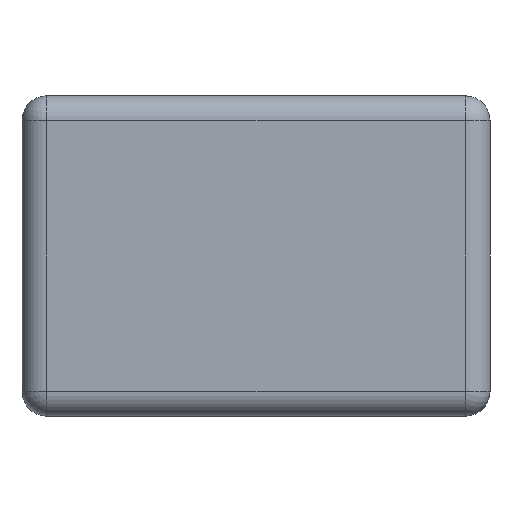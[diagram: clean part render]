
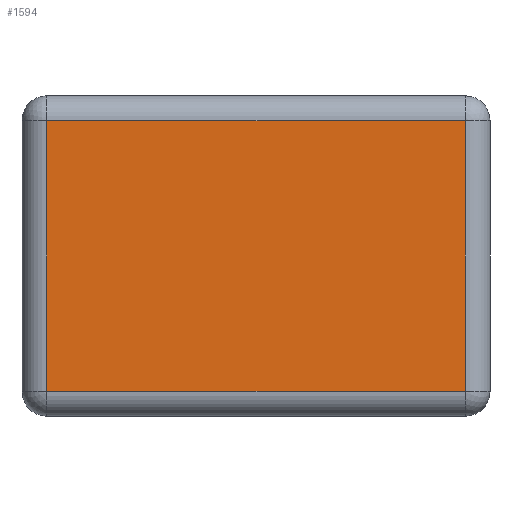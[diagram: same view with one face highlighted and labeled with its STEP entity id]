
A CAD part, left-side view. The second image highlights one B-rep face of the part: STEP entity #1594.
In plain terms, the highlighted free-form (B-spline) face has degree [1, 1] with [2, 2] control points.
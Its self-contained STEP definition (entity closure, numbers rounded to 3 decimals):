
#996=CARTESIAN_POINT('',(-0.875,-0.425,0.05));
#997=VERTEX_POINT('',#996);
#1033=CARTESIAN_POINT('',(-0.875,0.425,0.05));
#1034=VERTEX_POINT('',#1033);
#1101=CARTESIAN_POINT('',(-0.875,-0.425,0.6));
#1102=VERTEX_POINT('',#1101);
#1171=CARTESIAN_POINT('',(-0.875,0.425,0.6));
#1172=VERTEX_POINT('',#1171);
#1387=CARTESIAN_POINT('',(-0.875,0.425,0.6));
#1388=DIRECTION('',(0.0,-1.0,0.0));
#1389=VECTOR('',#1388,0.85);
#1390=LINE('',#1387,#1389);
#1391=EDGE_CURVE('',#1172,#1102,#1390,.T.);
#1409=CARTESIAN_POINT('',(-0.875,0.425,0.05));
#1410=DIRECTION('',(0.0,0.0,1.0));
#1411=VECTOR('',#1410,0.55);
#1412=LINE('',#1409,#1411);
#1413=EDGE_CURVE('',#1034,#1172,#1412,.T.);
#1482=CARTESIAN_POINT('',(-0.875,-0.425,0.6));
#1483=DIRECTION('',(0.0,0.0,-1.0));
#1484=VECTOR('',#1483,0.55);
#1485=LINE('',#1482,#1484);
#1486=EDGE_CURVE('',#1102,#997,#1485,.T.);
#1519=CARTESIAN_POINT('',(-0.875,-0.425,0.05));
#1520=DIRECTION('',(0.0,1.0,0.0));
#1521=VECTOR('',#1520,0.85);
#1522=LINE('',#1519,#1521);
#1523=EDGE_CURVE('',#997,#1034,#1522,.T.);
#1583=CARTESIAN_POINT('',(-0.875,-0.425,0.6));
#1584=CARTESIAN_POINT('',(-0.875,-0.425,0.05));
#1585=CARTESIAN_POINT('',(-0.875,0.425,0.6));
#1586=CARTESIAN_POINT('',(-0.875,0.425,0.05));
#1587=B_SPLINE_SURFACE_WITH_KNOTS('',1,1,((#1583,#1585),(#1584,#1586)),.UNSPECIFIED.,.F.,.F.,.U.,(2,2),(2,2),(0.0,0.55),(0.0,0.85),.UNSPECIFIED.);
#1588=ORIENTED_EDGE('',*,*,#1391,.F.);
#1589=ORIENTED_EDGE('',*,*,#1413,.F.);
#1590=ORIENTED_EDGE('',*,*,#1523,.F.);
#1591=ORIENTED_EDGE('',*,*,#1486,.F.);
#1592=EDGE_LOOP('',(#1588,#1589,#1590,#1591));
#1593=FACE_OUTER_BOUND('',#1592,.T.);
#1594=ADVANCED_FACE('',(#1593),#1587,.F.);
